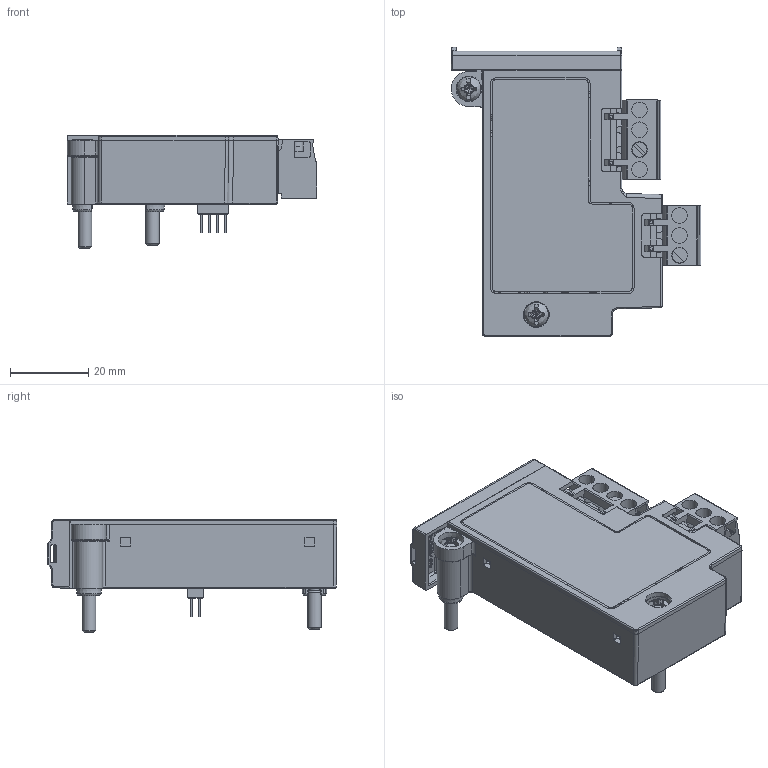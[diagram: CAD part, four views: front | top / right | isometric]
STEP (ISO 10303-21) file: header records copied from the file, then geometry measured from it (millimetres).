
FILE_DESCRIPTION((' '),'2;1');
FILE_NAME('CEP7-EGJ_3D.stp','2012-07-18T14:09:51',(' '),(' '),' ','ACIS',' ');
FILE_SCHEMA(('CONFIG_CONTROL_DESIGN'));
Length unit declared in the file: millimetre
Products named in the file (5): CEP7-EGJ_3D.stp; CEP7-EGJ_3D_ForBodies; Body1; Body2; Body3
Assembly tree (4 placements, depth 2):
  CEP7-EGJ_3D.stp
    CEP7-EGJ_3D_ForBodies
    Body1
    Body2
    Body3
Bounding box: 63.8 x 74 x 29.03 mm (x, y, z)
Volume: 2638 mm3; surface area: 60148.3 mm2
Topology: 3 solids, 54 shells, 3014 faces, 11678 edges, 8462 vertices
Faces by surface type: plane 2077, cylinder 646, bspline 176, cone 47, sphere 36, torus 32
Full cylindrical faces by diameter (mm): 0.5 x4, 0.6 x8, 1.09 x2, 3.18 x4, 3.5 x2, 4 x15, 10.15 x4
Entity records: 134948 total; most frequent: CARTESIAN_POINT 38637, DIRECTION 18505, ORIENTED_EDGE 18104, EDGE_CURVE 11553, VECTOR 8941, LINE 8941, VERTEX_POINT 8433, AXIS2_PLACEMENT_3D 4782
